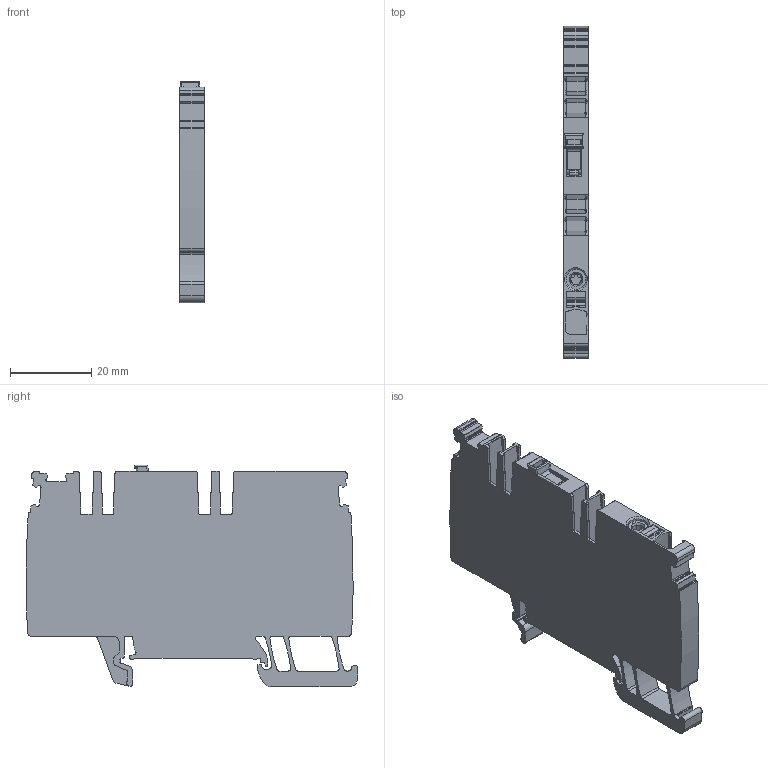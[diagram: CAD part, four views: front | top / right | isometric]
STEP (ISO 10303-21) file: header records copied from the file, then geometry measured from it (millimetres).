
FILE_DESCRIPTION(('CATIA V5R20 STEP214','CAx-IF Rec.Pracs.--- Model Styling and Organization---1.4--- 2014-01-23'),'2;1');
FILE_NAME ('274284-1_1', '2019-02-06T09:51:25+00:00', ('Weidmueller Interface'), ('Weidmueller'), 'CATIA Version 5-6 Release 2016 SP3 HF44', 'CATIA V5 STEP AP214', 'none');
FILE_SCHEMA(('AUTOMOTIVE_DESIGN { 1 0 10303 214 1 1 1 1 }'));
Length unit declared in the file: millimetre
Products named in the file (1): 2582520000_AAP21_DT_BL_OR
Bounding box: 6.1 x 81.8 x 54.63 mm (x, y, z)
Volume: 19619.7 mm3; surface area: 11153.8 mm2
Topology: 3 solids, 3 shells, 639 faces, 1833 edges, 1211 vertices
Faces by surface type: plane 288, cylinder 286, extrusion 39, torus 20, cone 4, bspline 2
Entity records: 20564 total; most frequent: CARTESIAN_POINT 4459, ORIENTED_EDGE 3662, DIRECTION 2743, EDGE_CURVE 1831, VERTEX_POINT 1211, VECTOR 1180, LINE 1141, AXIS2_PLACEMENT_3D 1065
